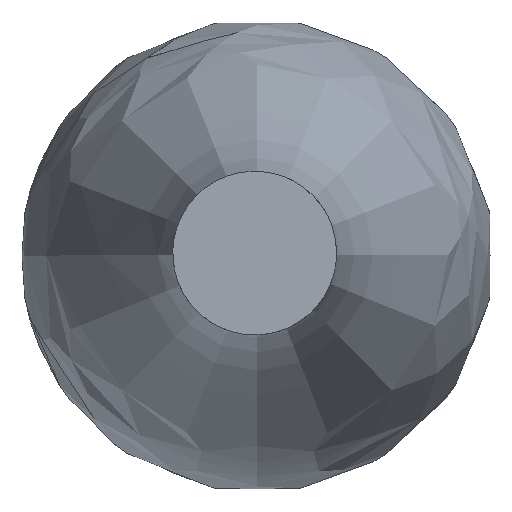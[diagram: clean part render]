
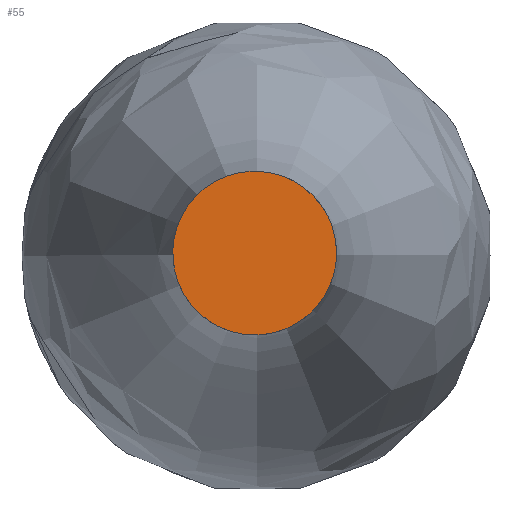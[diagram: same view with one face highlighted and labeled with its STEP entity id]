
A CAD part, top view. The second image highlights one B-rep face of the part: STEP entity #55.
In plain terms, the highlighted planar face has unit normal (0, 0, 1).
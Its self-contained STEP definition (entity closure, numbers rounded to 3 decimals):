
#11=PLANE('',#183);
#55=ADVANCED_FACE('',(#66),#11,.T.);
#66=FACE_OUTER_BOUND('',#77,.T.);
#77=EDGE_LOOP('',(#103));
#103=ORIENTED_EDGE('',*,*,#123,.T.);
#123=EDGE_CURVE('',#151,#151,#132,.T.);
#132=(
BOUNDED_CURVE()
B_SPLINE_CURVE(2,(#1461,#1462,#1463,#1464,#1465,#1466,#1467,#1468,#1469),
 .UNSPECIFIED.,.T.,.F.)
B_SPLINE_CURVE_WITH_KNOTS((3,2,2,2,3),(0.,3.534,7.069,
10.603,14.137),.UNSPECIFIED.)
CURVE()
GEOMETRIC_REPRESENTATION_ITEM()
RATIONAL_B_SPLINE_CURVE((1.,0.707,1.,0.707,1.,0.707,
1.,0.707,1.))
REPRESENTATION_ITEM('')
);
#151=VERTEX_POINT('',#1458);
#183=AXIS2_PLACEMENT_3D('',#1429,#190,$);
#190=DIRECTION('',(0.,0.,1.));
#1429=CARTESIAN_POINT('',(-71.438,-71.438,1412.905));
#1458=CARTESIAN_POINT('',(57.15,0.,1412.905));
#1461=CARTESIAN_POINT('',(57.15,0.,1412.905));
#1462=CARTESIAN_POINT('',(57.15,57.15,1412.905));
#1463=CARTESIAN_POINT('',(0.,57.15,1412.905));
#1464=CARTESIAN_POINT('',(-57.15,57.15,1412.905));
#1465=CARTESIAN_POINT('',(-57.15,0.,1412.905));
#1466=CARTESIAN_POINT('',(-57.15,-57.15,1412.905));
#1467=CARTESIAN_POINT('',(0.,-57.15,1412.905));
#1468=CARTESIAN_POINT('',(57.15,-57.15,1412.905));
#1469=CARTESIAN_POINT('',(57.15,0.,1412.905));
